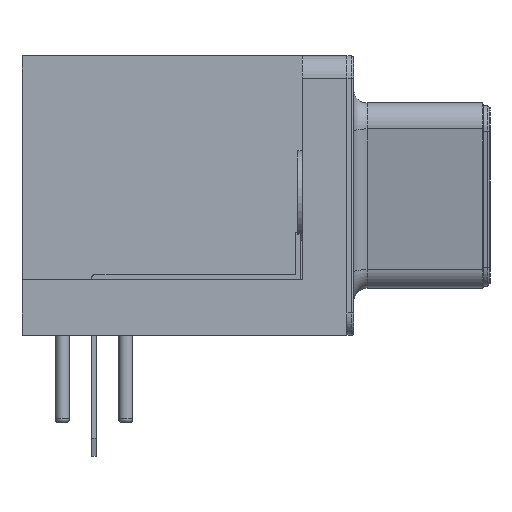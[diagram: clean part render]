
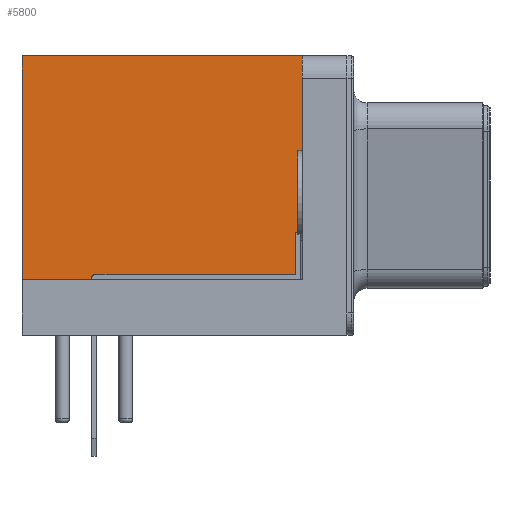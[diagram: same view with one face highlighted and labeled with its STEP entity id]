
A CAD part, left-side view. The second image highlights one B-rep face of the part: STEP entity #5800.
In plain terms, the highlighted planar face has unit normal (-1, 0, 0).
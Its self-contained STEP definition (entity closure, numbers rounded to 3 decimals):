
#4922 = VERTEX_POINT('',#4923);
#4923 = CARTESIAN_POINT('',(-54.13,1.8,12.5));
#4929 = EDGE_CURVE('',#4930,#4922,#4932,.T.);
#4930 = VERTEX_POINT('',#4931);
#4931 = CARTESIAN_POINT('',(-54.13,-10.74,12.5));
#4932 = LINE('',#4933,#4934);
#4933 = CARTESIAN_POINT('',(-54.13,-11.74,12.5));
#4934 = VECTOR('',#4935,1.);
#4935 = DIRECTION('',(0.,1.,0.));
#5710 = VERTEX_POINT('',#5711);
#5711 = CARTESIAN_POINT('',(-54.13,-10.74,2.5));
#5717 = EDGE_CURVE('',#5710,#4930,#5718,.T.);
#5718 = LINE('',#5719,#5720);
#5719 = CARTESIAN_POINT('',(-54.13,-10.74,2.5));
#5720 = VECTOR('',#5721,1.);
#5721 = DIRECTION('',(0.,0.,1.));
#5800 = ADVANCED_FACE('',(#5801),#5819,.F.);
#5801 = FACE_BOUND('',#5802,.F.);
#5802 = EDGE_LOOP('',(#5803,#5804,#5812,#5818));
#5803 = ORIENTED_EDGE('',*,*,#5717,.F.);
#5804 = ORIENTED_EDGE('',*,*,#5805,.T.);
#5805 = EDGE_CURVE('',#5710,#5806,#5808,.T.);
#5806 = VERTEX_POINT('',#5807);
#5807 = CARTESIAN_POINT('',(-54.13,1.8,2.5));
#5808 = LINE('',#5809,#5810);
#5809 = CARTESIAN_POINT('',(-54.13,-10.74,2.5));
#5810 = VECTOR('',#5811,1.);
#5811 = DIRECTION('',(0.,1.,0.));
#5812 = ORIENTED_EDGE('',*,*,#5813,.T.);
#5813 = EDGE_CURVE('',#5806,#4922,#5814,.T.);
#5814 = LINE('',#5815,#5816);
#5815 = CARTESIAN_POINT('',(-54.13,1.8,4.375));
#5816 = VECTOR('',#5817,1.);
#5817 = DIRECTION('',(0.,0.,1.));
#5818 = ORIENTED_EDGE('',*,*,#4929,.F.);
#5819 = PLANE('',#5820);
#5820 = AXIS2_PLACEMENT_3D('',#5821,#5822,#5823);
#5821 = CARTESIAN_POINT('',(-54.13,-10.74,2.5));
#5822 = DIRECTION('',(1.,0.,0.));
#5823 = DIRECTION('',(0.,0.,1.));
